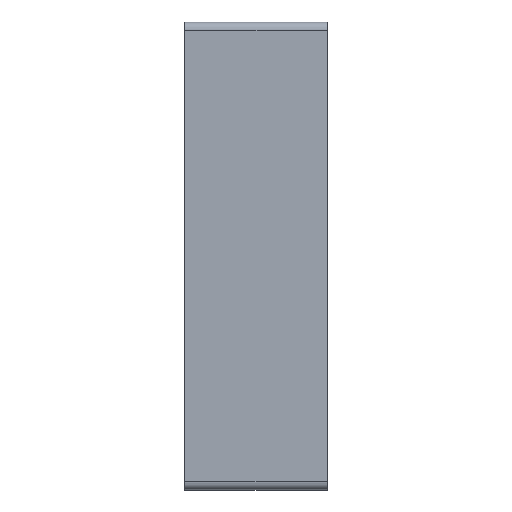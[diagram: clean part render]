
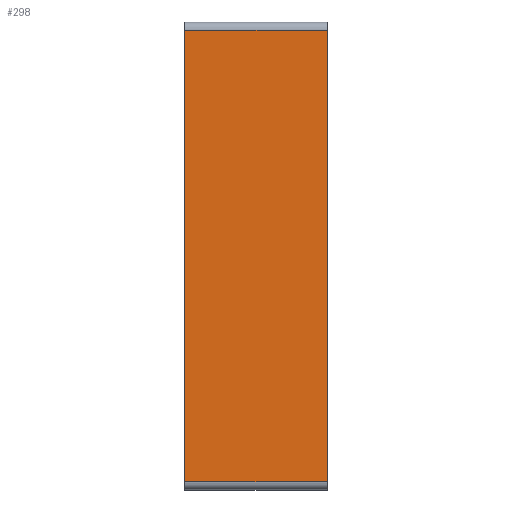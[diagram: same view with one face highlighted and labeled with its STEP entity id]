
A CAD part, left-side view. The second image highlights one B-rep face of the part: STEP entity #298.
In plain terms, the highlighted planar face has unit normal (-1, 0, 0).
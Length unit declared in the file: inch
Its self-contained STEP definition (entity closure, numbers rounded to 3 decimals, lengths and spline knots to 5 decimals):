
#2 = VERTEX_POINT ( 'NONE', #213 ) ;
#36 = PLANE ( 'NONE',  #810 ) ;
#71 = EDGE_CURVE ( 'NONE', #2, #191, #511, .T. ) ;
#92 = VERTEX_POINT ( 'NONE', #1269 ) ;
#98 = VERTEX_POINT ( 'NONE', #1274 ) ;
#191 = VERTEX_POINT ( 'NONE', #1169 ) ;
#213 = CARTESIAN_POINT ( 'NONE',  ( -3.5, -1.0635, 3.375 ) ) ;
#298 = ADVANCED_FACE ( 'NONE', ( #421 ), #36, .F. ) ;
#323 = EDGE_LOOP ( 'NONE', ( #544, #1324, #834, #815 ) ) ;
#421 = FACE_OUTER_BOUND ( 'NONE', #323, .T. ) ;
#507 = VECTOR ( 'NONE', #1281, 39.37008 ) ;
#511 = LINE ( 'NONE', #1292, #507 ) ;
#544 = ORIENTED_EDGE ( 'NONE', *, *, #816, .T. ) ;
#546 = DIRECTION ( 'NONE',  ( 0., 0., 1. ) ) ;
#552 = CARTESIAN_POINT ( 'NONE',  ( -3.5, 1.0625, -3.375 ) ) ;
#648 = VECTOR ( 'NONE', #546, 39.37008 ) ;
#659 = LINE ( 'NONE', #552, #648 ) ;
#774 = EDGE_CURVE ( 'NONE', #98, #191, #808, .T. ) ;
#795 = LINE ( 'NONE', #848, #796 ) ;
#796 = VECTOR ( 'NONE', #838, 39.37008 ) ;
#800 = VECTOR ( 'NONE', #892, 39.37008 ) ;
#808 = LINE ( 'NONE', #894, #800 ) ;
#810 = AXIS2_PLACEMENT_3D ( 'NONE', #1065, #1060, #1057 ) ;
#815 = ORIENTED_EDGE ( 'NONE', *, *, #71, .F. ) ;
#816 = EDGE_CURVE ( 'NONE', #2, #92, #795, .T. ) ;
#834 = ORIENTED_EDGE ( 'NONE', *, *, #774, .T. ) ;
#838 = DIRECTION ( 'NONE',  ( 0., 1., 0. ) ) ;
#848 = CARTESIAN_POINT ( 'NONE',  ( -3.5, 1., 3.375 ) ) ;
#892 = DIRECTION ( 'NONE',  ( 0., -1., 0. ) ) ;
#894 = CARTESIAN_POINT ( 'NONE',  ( -3.5, 1., -3.375 ) ) ;
#1057 = DIRECTION ( 'NONE',  ( 0., 0., -1. ) ) ;
#1060 = DIRECTION ( 'NONE',  ( 1., 0., 0. ) ) ;
#1065 = CARTESIAN_POINT ( 'NONE',  ( -3.5, 1., 3.5 ) ) ;
#1077 = EDGE_CURVE ( 'NONE', #98, #92, #659, .T. ) ;
#1169 = CARTESIAN_POINT ( 'NONE',  ( -3.5, -1.0635, -3.375 ) ) ;
#1269 = CARTESIAN_POINT ( 'NONE',  ( -3.5, 1.0625, 3.375 ) ) ;
#1274 = CARTESIAN_POINT ( 'NONE',  ( -3.5, 1.0625, -3.375 ) ) ;
#1281 = DIRECTION ( 'NONE',  ( 0., 0., -1. ) ) ;
#1292 = CARTESIAN_POINT ( 'NONE',  ( -3.5, -1.0635, 3.375 ) ) ;
#1324 = ORIENTED_EDGE ( 'NONE', *, *, #1077, .F. ) ;
